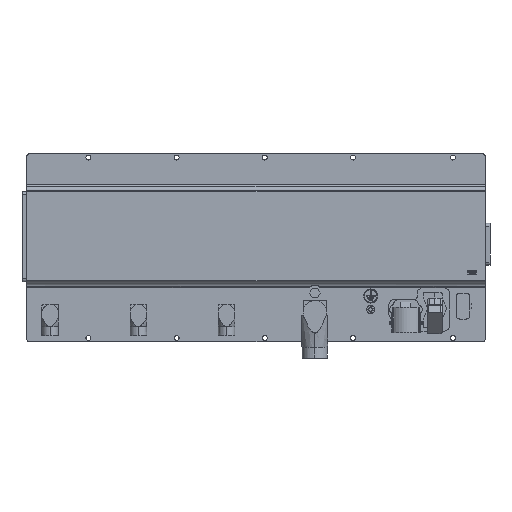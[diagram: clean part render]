
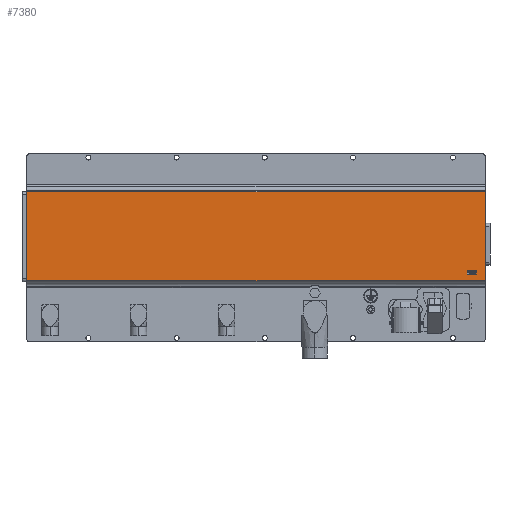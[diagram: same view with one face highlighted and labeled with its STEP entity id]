
A CAD part, front view. The second image highlights one B-rep face of the part: STEP entity #7380.
In plain terms, the highlighted face is planar.
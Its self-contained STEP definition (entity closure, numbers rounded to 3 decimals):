
#612 = CARTESIAN_POINT ( 'NONE',  ( 0., 218., -1.1 ) ) ;
#965 = DIRECTION ( 'NONE',  ( 0., -1., 0. ) ) ;
#2284 = FACE_OUTER_BOUND ( 'NONE', #15064, .T. ) ;
#2594 = EDGE_CURVE ( 'NONE', #3288, #20142, #18892, .T. ) ;
#3288 = VERTEX_POINT ( 'NONE', #10421 ) ;
#3888 = DIRECTION ( 'NONE',  ( 0., 1., 0. ) ) ;
#4082 = ORIENTED_EDGE ( 'NONE', *, *, #5458, .T. ) ;
#4121 = EDGE_CURVE ( 'NONE', #6918, #21470, #22339, .T. ) ;
#4206 = DIRECTION ( 'NONE',  ( 0., -1., 0. ) ) ;
#5053 = VECTOR ( 'NONE', #3888, 1000. ) ;
#5458 = EDGE_CURVE ( 'NONE', #16365, #7582, #7516, .T. ) ;
#5563 = ORIENTED_EDGE ( 'NONE', *, *, #2594, .T. ) ;
#5742 = AXIS2_PLACEMENT_3D ( 'NONE', #19572, #13904, #19819 ) ;
#5887 = LINE ( 'NONE', #9858, #23623 ) ;
#5991 = ORIENTED_EDGE ( 'NONE', *, *, #12938, .F. ) ;
#6163 = CARTESIAN_POINT ( 'NONE',  ( 0., 186.679, -1.1 ) ) ;
#6918 = VERTEX_POINT ( 'NONE', #12056 ) ;
#6985 = VECTOR ( 'NONE', #16487, 1000. ) ;
#7140 = ORIENTED_EDGE ( 'NONE', *, *, #17167, .T. ) ;
#7164 = CARTESIAN_POINT ( 'NONE',  ( 0., 218., -1.1 ) ) ;
#7380 = ADVANCED_FACE ( 'NONE', ( #2284 ), #9653, .T. ) ;
#7392 = DIRECTION ( 'NONE',  ( 0., 1., 0. ) ) ;
#7503 = EDGE_CURVE ( 'NONE', #17792, #21470, #8613, .T. ) ;
#7516 = LINE ( 'NONE', #23001, #9442 ) ;
#7582 = VERTEX_POINT ( 'NONE', #24210 ) ;
#7844 = CARTESIAN_POINT ( 'NONE',  ( 0., 121.321, -1.1 ) ) ;
#8423 = CARTESIAN_POINT ( 'NONE',  ( 1100., 64.871, -1.1 ) ) ;
#8445 = LINE ( 'NONE', #10369, #11266 ) ;
#8613 = LINE ( 'NONE', #612, #6985 ) ;
#9423 = LINE ( 'NONE', #13289, #5053 ) ;
#9442 = VECTOR ( 'NONE', #7392, 1000. ) ;
#9653 = PLANE ( 'NONE',  #5742 ) ;
#9858 = CARTESIAN_POINT ( 'NONE',  ( 0., 118.5, -1.1 ) ) ;
#10228 = VECTOR ( 'NONE', #965, 1000. ) ;
#10369 = CARTESIAN_POINT ( 'NONE',  ( 1100., 216.129, -1.1 ) ) ;
#10421 = CARTESIAN_POINT ( 'NONE',  ( 0., 216.129, -1.1 ) ) ;
#10749 = ORIENTED_EDGE ( 'NONE', *, *, #4121, .F. ) ;
#11266 = VECTOR ( 'NONE', #14633, 1000. ) ;
#12056 = CARTESIAN_POINT ( 'NONE',  ( 780., 64.871, -1.1 ) ) ;
#12432 = CARTESIAN_POINT ( 'NONE',  ( 780., 218., -1.1 ) ) ;
#12938 = EDGE_CURVE ( 'NONE', #3288, #20114, #8445, .T. ) ;
#13289 = CARTESIAN_POINT ( 'NONE',  ( 780., 218., -1.1 ) ) ;
#13904 = DIRECTION ( 'NONE',  ( 0., 0., 1. ) ) ;
#14023 = EDGE_CURVE ( 'NONE', #20142, #17792, #5887, .T. ) ;
#14633 = DIRECTION ( 'NONE',  ( 1., 0., 0. ) ) ;
#14680 = VECTOR ( 'NONE', #20423, 1000. ) ;
#15064 = EDGE_LOOP ( 'NONE', ( #5563, #15617, #24949, #10749, #21760, #4082, #7140, #5991 ) ) ;
#15617 = ORIENTED_EDGE ( 'NONE', *, *, #14023, .T. ) ;
#16365 = VERTEX_POINT ( 'NONE', #16376 ) ;
#16376 = CARTESIAN_POINT ( 'NONE',  ( 780., 67.821, -1.1 ) ) ;
#16487 = DIRECTION ( 'NONE',  ( 0., -1., 0. ) ) ;
#17167 = EDGE_CURVE ( 'NONE', #7582, #20114, #20042, .T. ) ;
#17792 = VERTEX_POINT ( 'NONE', #7844 ) ;
#18892 = LINE ( 'NONE', #7164, #10228 ) ;
#19180 = CARTESIAN_POINT ( 'NONE',  ( 780., 216.129, -1.1 ) ) ;
#19572 = CARTESIAN_POINT ( 'NONE',  ( 0., 0., -1.1 ) ) ;
#19819 = DIRECTION ( 'NONE',  ( 0., 1., 0. ) ) ;
#20016 = DIRECTION ( 'NONE',  ( -1., 0., 0. ) ) ;
#20042 = LINE ( 'NONE', #12432, #14680 ) ;
#20114 = VERTEX_POINT ( 'NONE', #19180 ) ;
#20142 = VERTEX_POINT ( 'NONE', #6163 ) ;
#20423 = DIRECTION ( 'NONE',  ( 0., 1., 0. ) ) ;
#21470 = VERTEX_POINT ( 'NONE', #21844 ) ;
#21760 = ORIENTED_EDGE ( 'NONE', *, *, #23676, .T. ) ;
#21820 = VECTOR ( 'NONE', #20016, 1000. ) ;
#21844 = CARTESIAN_POINT ( 'NONE',  ( 0., 64.871, -1.1 ) ) ;
#22339 = LINE ( 'NONE', #8423, #21820 ) ;
#23001 = CARTESIAN_POINT ( 'NONE',  ( 780., 218., -1.1 ) ) ;
#23623 = VECTOR ( 'NONE', #4206, 1000. ) ;
#23676 = EDGE_CURVE ( 'NONE', #6918, #16365, #9423, .T. ) ;
#24210 = CARTESIAN_POINT ( 'NONE',  ( 780., 215.179, -1.1 ) ) ;
#24949 = ORIENTED_EDGE ( 'NONE', *, *, #7503, .T. ) ;
